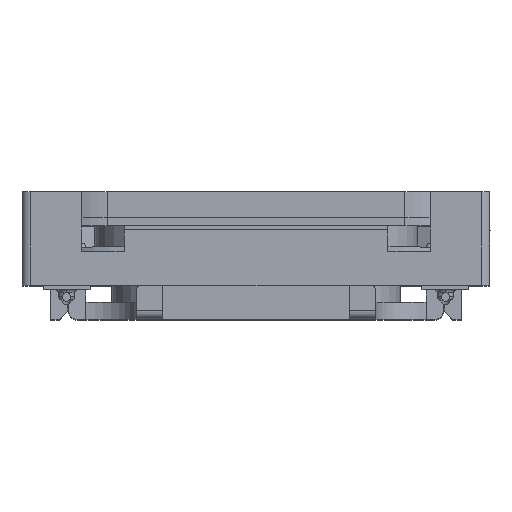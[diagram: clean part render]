
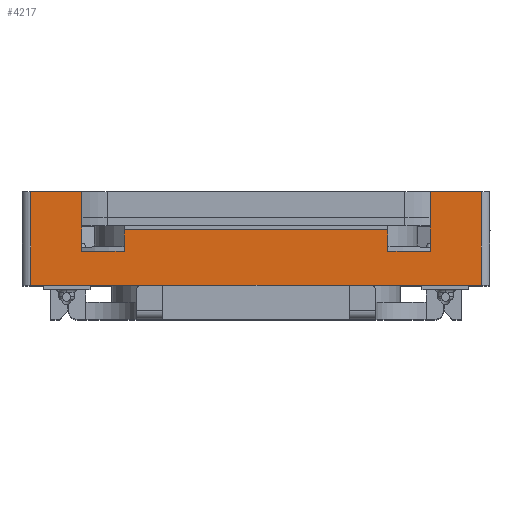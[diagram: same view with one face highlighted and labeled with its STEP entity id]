
A CAD part, top view. The second image highlights one B-rep face of the part: STEP entity #4217.
In plain terms, the highlighted planar face has unit normal (0, 0, 1).
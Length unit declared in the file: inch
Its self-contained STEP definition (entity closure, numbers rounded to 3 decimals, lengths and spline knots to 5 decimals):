
#138 = ORIENTED_EDGE ( 'NONE', *, *, #8948, .F. ) ;
#539 = CARTESIAN_POINT ( 'NONE',  ( 0.33858, 0.06299, 0. ) ) ;
#674 = DIRECTION ( 'NONE',  ( 0., 1., 0. ) ) ;
#765 = CARTESIAN_POINT ( 'NONE',  ( 0.00787, 0.0315, 0. ) ) ;
#832 = EDGE_CURVE ( 'NONE', #5125, #6868, #2287, .T. ) ;
#933 = CARTESIAN_POINT ( 'NONE',  ( 0.4252, 0.0315, 0. ) ) ;
#1220 = ORIENTED_EDGE ( 'NONE', *, *, #8405, .T. ) ;
#1358 = CARTESIAN_POINT ( 'NONE',  ( 0.37795, 0.11811, 0. ) ) ;
#1391 = CARTESIAN_POINT ( 'NONE',  ( 0.00787, 0.11811, 0. ) ) ;
#1419 = VERTEX_POINT ( 'NONE', #765 ) ;
#1613 = LINE ( 'NONE', #6829, #3342 ) ;
#1654 = CARTESIAN_POINT ( 'NONE',  ( 0.21654, 0.0748, 0. ) ) ;
#1716 = DIRECTION ( 'NONE',  ( 1., 0., 0. ) ) ;
#1951 = LINE ( 'NONE', #4515, #5151 ) ;
#2113 = DIRECTION ( 'NONE',  ( 0., -1., 0. ) ) ;
#2119 = ORIENTED_EDGE ( 'NONE', *, *, #5392, .F. ) ;
#2217 = VECTOR ( 'NONE', #2278, 39.37008 ) ;
#2278 = DIRECTION ( 'NONE',  ( 0., -1., 0. ) ) ;
#2287 = LINE ( 'NONE', #539, #7464 ) ;
#2397 = VERTEX_POINT ( 'NONE', #5676 ) ;
#2406 = EDGE_CURVE ( 'NONE', #10874, #1419, #9179, .T. ) ;
#2474 = EDGE_CURVE ( 'NONE', #2397, #6868, #1613, .T. ) ;
#2483 = VERTEX_POINT ( 'NONE', #10493 ) ;
#2571 = LINE ( 'NONE', #5893, #10488 ) ;
#2635 = PLANE ( 'NONE',  #8478 ) ;
#2873 = EDGE_LOOP ( 'NONE', ( #8428, #2977, #4154, #2119, #10805, #1220, #4910, #5637, #7407, #138, #8572, #7878 ) ) ;
#2973 = EDGE_CURVE ( 'NONE', #5579, #6081, #7841, .T. ) ;
#2977 = ORIENTED_EDGE ( 'NONE', *, *, #2973, .F. ) ;
#3264 = LINE ( 'NONE', #7630, #3539 ) ;
#3342 = VECTOR ( 'NONE', #4306, 39.37008 ) ;
#3357 = VECTOR ( 'NONE', #4082, 39.37008 ) ;
#3539 = VECTOR ( 'NONE', #10155, 39.37008 ) ;
#3671 = VECTOR ( 'NONE', #4900, 39.37008 ) ;
#3984 = CARTESIAN_POINT ( 'NONE',  ( 0.33858, 0.06299, 0. ) ) ;
#4082 = DIRECTION ( 'NONE',  ( 1., 0., 0. ) ) ;
#4154 = ORIENTED_EDGE ( 'NONE', *, *, #4204, .T. ) ;
#4204 = EDGE_CURVE ( 'NONE', #5579, #10925, #2571, .T. ) ;
#4217 = ADVANCED_FACE ( 'NONE', ( #5144 ), #2635, .T. ) ;
#4226 = CARTESIAN_POINT ( 'NONE',  ( 0.05512, 0.06299, 0. ) ) ;
#4306 = DIRECTION ( 'NONE',  ( 1., 0., 0. ) ) ;
#4395 = VERTEX_POINT ( 'NONE', #7381 ) ;
#4515 = CARTESIAN_POINT ( 'NONE',  ( 0.09449, 0.08268, 0. ) ) ;
#4900 = DIRECTION ( 'NONE',  ( 1., 0., 0. ) ) ;
#4910 = ORIENTED_EDGE ( 'NONE', *, *, #5137, .T. ) ;
#5125 = VERTEX_POINT ( 'NONE', #10567 ) ;
#5137 = EDGE_CURVE ( 'NONE', #9796, #11273, #7119, .T. ) ;
#5144 = FACE_OUTER_BOUND ( 'NONE', #2873, .T. ) ;
#5151 = VECTOR ( 'NONE', #2113, 39.37008 ) ;
#5369 = CARTESIAN_POINT ( 'NONE',  ( 0.00787, 0.11811, 0. ) ) ;
#5380 = CARTESIAN_POINT ( 'NONE',  ( 0.00787, 0.0315, 0. ) ) ;
#5392 = EDGE_CURVE ( 'NONE', #10874, #10925, #7697, .T. ) ;
#5579 = VERTEX_POINT ( 'NONE', #9745 ) ;
#5637 = ORIENTED_EDGE ( 'NONE', *, *, #6931, .F. ) ;
#5676 = CARTESIAN_POINT ( 'NONE',  ( 0.09449, 0.08268, 0. ) ) ;
#5893 = CARTESIAN_POINT ( 'NONE',  ( 0.05512, 0.06299, 0. ) ) ;
#6081 = VERTEX_POINT ( 'NONE', #10061 ) ;
#6170 = CARTESIAN_POINT ( 'NONE',  ( 0.05512, 0.11811, 0. ) ) ;
#6829 = CARTESIAN_POINT ( 'NONE',  ( 0.09449, 0.08268, 0. ) ) ;
#6868 = VERTEX_POINT ( 'NONE', #11064 ) ;
#6931 = EDGE_CURVE ( 'NONE', #2483, #11273, #3264, .T. ) ;
#6972 = CARTESIAN_POINT ( 'NONE',  ( 0.4252, 0.0315, 0. ) ) ;
#7119 = LINE ( 'NONE', #933, #7199 ) ;
#7199 = VECTOR ( 'NONE', #10623, 39.37008 ) ;
#7381 = CARTESIAN_POINT ( 'NONE',  ( 0.37795, 0.06299, 0. ) ) ;
#7390 = VECTOR ( 'NONE', #1716, 39.37008 ) ;
#7407 = ORIENTED_EDGE ( 'NONE', *, *, #8921, .T. ) ;
#7464 = VECTOR ( 'NONE', #7668, 39.37008 ) ;
#7527 = CARTESIAN_POINT ( 'NONE',  ( 0.00787, 0.11811, 0. ) ) ;
#7630 = CARTESIAN_POINT ( 'NONE',  ( 0.37795, 0.11811, 0. ) ) ;
#7668 = DIRECTION ( 'NONE',  ( 0., 1., 0. ) ) ;
#7697 = LINE ( 'NONE', #7527, #3357 ) ;
#7841 = LINE ( 'NONE', #4226, #7390 ) ;
#7878 = ORIENTED_EDGE ( 'NONE', *, *, #2474, .F. ) ;
#8016 = LINE ( 'NONE', #5380, #8247 ) ;
#8247 = VECTOR ( 'NONE', #8882, 39.37008 ) ;
#8347 = LINE ( 'NONE', #1358, #2217 ) ;
#8405 = EDGE_CURVE ( 'NONE', #1419, #9796, #8016, .T. ) ;
#8428 = ORIENTED_EDGE ( 'NONE', *, *, #9603, .T. ) ;
#8478 = AXIS2_PLACEMENT_3D ( 'NONE', #1654, #8649, #9620 ) ;
#8572 = ORIENTED_EDGE ( 'NONE', *, *, #832, .T. ) ;
#8649 = DIRECTION ( 'NONE',  ( 0., 0., 1. ) ) ;
#8882 = DIRECTION ( 'NONE',  ( 1., 0., 0. ) ) ;
#8921 = EDGE_CURVE ( 'NONE', #2483, #4395, #8347, .T. ) ;
#8948 = EDGE_CURVE ( 'NONE', #5125, #4395, #9260, .T. ) ;
#9179 = LINE ( 'NONE', #1391, #9207 ) ;
#9207 = VECTOR ( 'NONE', #10218, 39.37008 ) ;
#9260 = LINE ( 'NONE', #3984, #3671 ) ;
#9603 = EDGE_CURVE ( 'NONE', #2397, #6081, #1951, .T. ) ;
#9620 = DIRECTION ( 'NONE',  ( 1., 0., 0. ) ) ;
#9656 = CARTESIAN_POINT ( 'NONE',  ( 0.4252, 0.11811, 0. ) ) ;
#9745 = CARTESIAN_POINT ( 'NONE',  ( 0.05512, 0.06299, 0. ) ) ;
#9796 = VERTEX_POINT ( 'NONE', #6972 ) ;
#10061 = CARTESIAN_POINT ( 'NONE',  ( 0.09449, 0.06299, 0. ) ) ;
#10155 = DIRECTION ( 'NONE',  ( 1., 0., 0. ) ) ;
#10218 = DIRECTION ( 'NONE',  ( 0., -1., 0. ) ) ;
#10488 = VECTOR ( 'NONE', #674, 39.37008 ) ;
#10493 = CARTESIAN_POINT ( 'NONE',  ( 0.37795, 0.11811, 0. ) ) ;
#10567 = CARTESIAN_POINT ( 'NONE',  ( 0.33858, 0.06299, 0. ) ) ;
#10623 = DIRECTION ( 'NONE',  ( 0., 1., 0. ) ) ;
#10805 = ORIENTED_EDGE ( 'NONE', *, *, #2406, .T. ) ;
#10874 = VERTEX_POINT ( 'NONE', #5369 ) ;
#10925 = VERTEX_POINT ( 'NONE', #6170 ) ;
#11064 = CARTESIAN_POINT ( 'NONE',  ( 0.33858, 0.08268, 0. ) ) ;
#11273 = VERTEX_POINT ( 'NONE', #9656 ) ;
